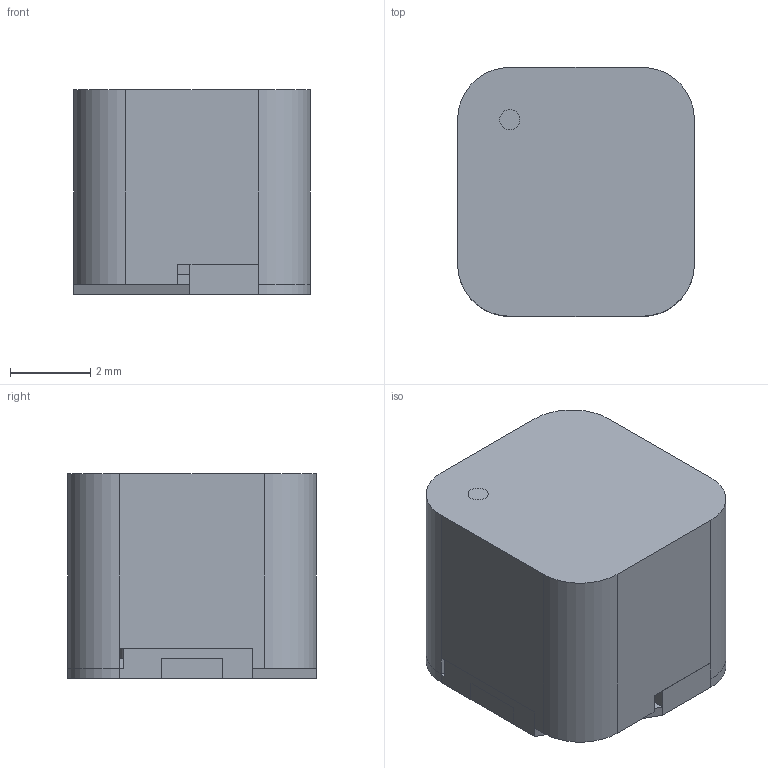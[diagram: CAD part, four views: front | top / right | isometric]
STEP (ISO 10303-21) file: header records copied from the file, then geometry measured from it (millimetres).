
FILE_DESCRIPTION((''),'2;1');
FILE_NAME('IND_WURTH_WE-PD-XSH.stp','2012-06-29T10:39:14',(''),(''),'Mechanical Desktop 2011','Mechanical Desktop 2011',', , ');
FILE_SCHEMA(('AUTOMOTIVE_DESIGN { 1 2 10303 214 1 1 1 1 }'));
Length unit declared in the file: millimetre
Products named in the file (1): Product
Bounding box: 5.9 x 6.2 x 5.1 mm (x, y, z)
Volume: 170.8 mm3; surface area: 317.4 mm2
Topology: 5 solids, 5 shells, 85 faces, 220 edges, 144 vertices
Faces by surface type: plane 68, cylinder 16, bspline 1
Entity records: 2627 total; most frequent: CARTESIAN_POINT 453, ORIENTED_EDGE 440, DIRECTION 424, EDGE_CURVE 220, VECTOR 186, LINE 186, VERTEX_POINT 144, AXIS2_PLACEMENT_3D 119
